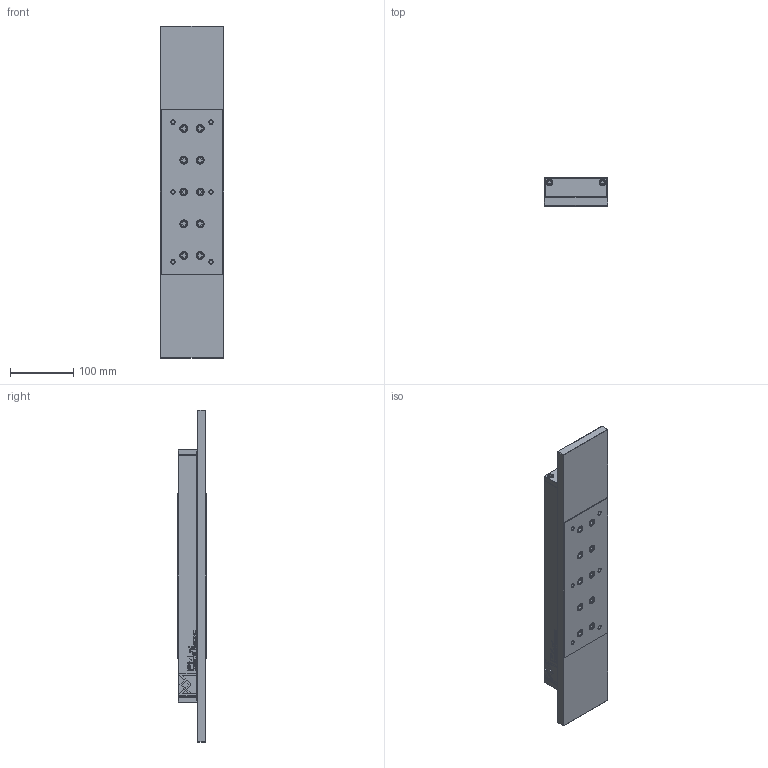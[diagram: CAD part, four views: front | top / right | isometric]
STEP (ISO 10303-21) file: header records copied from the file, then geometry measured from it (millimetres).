
FILE_DESCRIPTION(/* description */ (''),/* implementation_level */ '2;1');
FILE_NAME(/* name */ 'RTNG-6250.stp',/* time_stamp */ '2024-10-01T13:46:44+02:00',/* author */ (''),/* organization */ (''),/* preprocessor_version */ 'ST-DEVELOPER v16.7',/* originating_system */ 'SIEMENS PLM Software NX 12.0',/* authorisation */ '');
FILE_SCHEMA (('AUTOMOTIVE_DESIGN { 1 0 10303 214 3 1 1 1 }'));
Length unit declared in the file: millimetre
Products named in the file (1): RTNG-6250_stp
Bounding box: 99.5 x 45 x 523 mm (x, y, z)
Volume: 1683004.5 mm3; surface area: 300678.6 mm2
Topology: 4 solids, 4 shells, 1249 faces, 3145 edges, 2032 vertices
Faces by surface type: plane 806, bspline 180, cylinder 139, cone 76, torus 48
Entity records: 42128 total; most frequent: CARTESIAN_POINT 8911, ORIENTED_EDGE 6290, DIRECTION 5427, EDGE_CURVE 3145, LINE 2283, VECTOR 2283, VERTEX_POINT 2032, AXIS2_PLACEMENT_3D 1572
